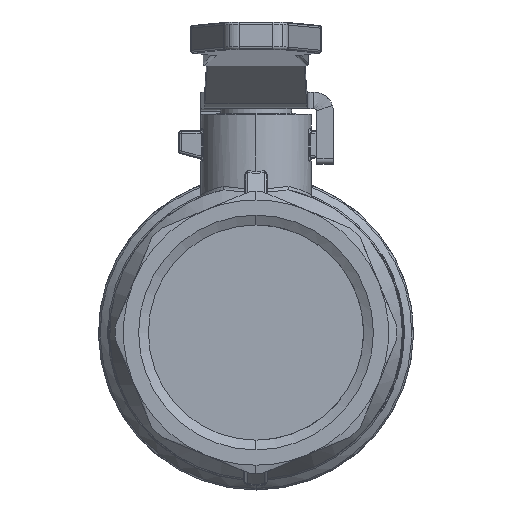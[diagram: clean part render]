
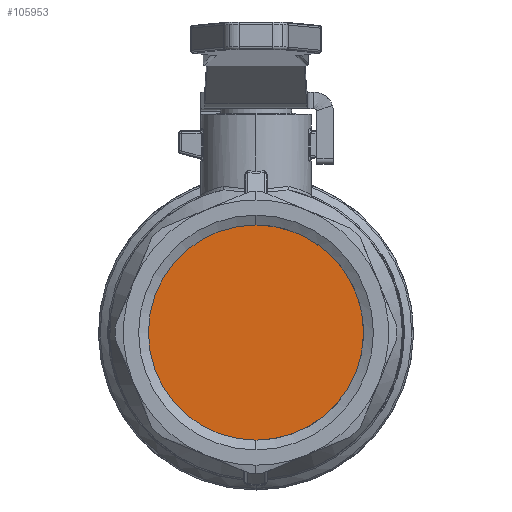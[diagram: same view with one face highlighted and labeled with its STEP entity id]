
A CAD part, left-side view. The second image highlights one B-rep face of the part: STEP entity #105953.
In plain terms, the highlighted planar face has unit normal (-1, 0, 0).
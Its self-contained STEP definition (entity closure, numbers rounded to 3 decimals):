
#13039=CARTESIAN_POINT('',(-24.5,-0.,-19.476));
#13040=VERTEX_POINT('',#13039);
#13049=CARTESIAN_POINT('',(-24.5,0.,0.));
#13050=DIRECTION('',(-1.,-0.,-0.));
#13051=DIRECTION('',(0.,0.,-1.));
#13052=AXIS2_PLACEMENT_3D('',#13049,#13050,#13051);
#13053=CIRCLE('',#13052,19.476);
#13054=EDGE_CURVE('',#13040,#13040,#13053,.T.);
#105945=CARTESIAN_POINT('',(-24.5,17.238,0.));
#105946=DIRECTION('',(1.,0.,0.));
#105947=DIRECTION('',(0.,1.,0.));
#105948=AXIS2_PLACEMENT_3D('',#105945,#105946,#105947);
#105949=PLANE('',#105948);
#105950=ORIENTED_EDGE('',*,*,#13054,.T.);
#105951=EDGE_LOOP('',(#105950));
#105952=FACE_BOUND('',#105951,.T.);
#105953=ADVANCED_FACE('',(#105952),#105949,.F.);
